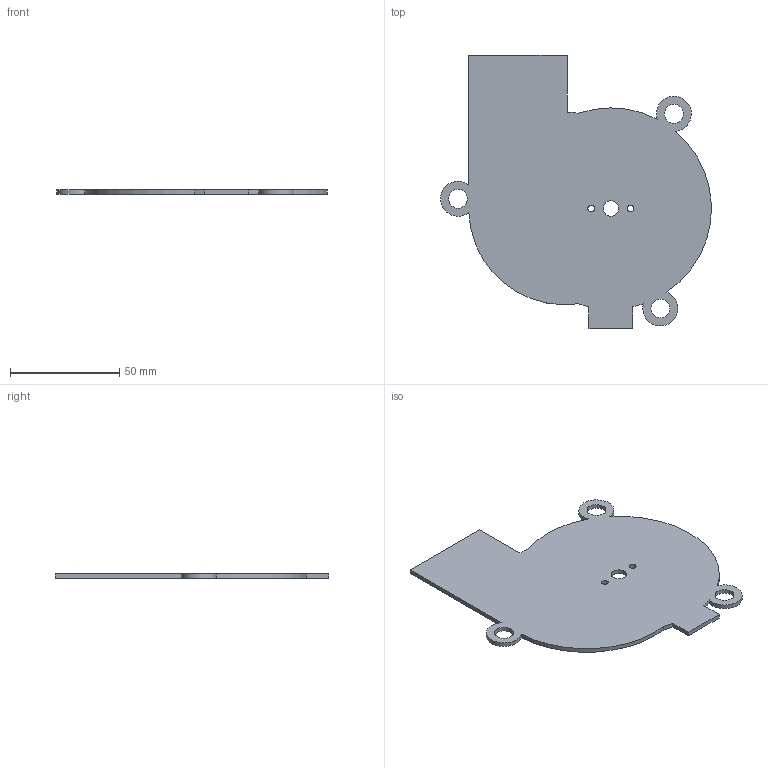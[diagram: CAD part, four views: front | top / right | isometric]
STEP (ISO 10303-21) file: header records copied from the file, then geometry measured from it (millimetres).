
FILE_DESCRIPTION(('FreeCAD Model'),'2;1');
FILE_NAME('Zharfan''s Document/Project Document/Gowin/desain3d/RumahanDropperBiji_DudukanMotor.step', '2019-09-14T07:20:30',('Author'),(''), 'Open CASCADE STEP processor 7.2','FreeCAD','Unknown');
FILE_SCHEMA(('AUTOMOTIVE_DESIGN { 1 0 10303 214 1 1 1 1 }'));
Length unit declared in the file: millimetre
Products named in the file (1): Body
Bounding box: 123.84 x 124.9 x 2 mm (x, y, z)
Volume: 20650.3 mm3; surface area: 21882.5 mm2
Topology: 1 solids, 1 shells, 23 faces, 63 edges, 42 vertices
Faces by surface type: cylinder 15, plane 8
Full cylindrical faces by diameter (mm): 3 x2, 7 x1, 8.66 x3
Entity records: 1611 total; most frequent: DIRECTION 267, CARTESIAN_POINT 255, LINE 129, VECTOR 129, ORIENTED_EDGE 126, PCURVE 126, DEFINITIONAL_REPRESENTATION 126, EDGE_CURVE 63
